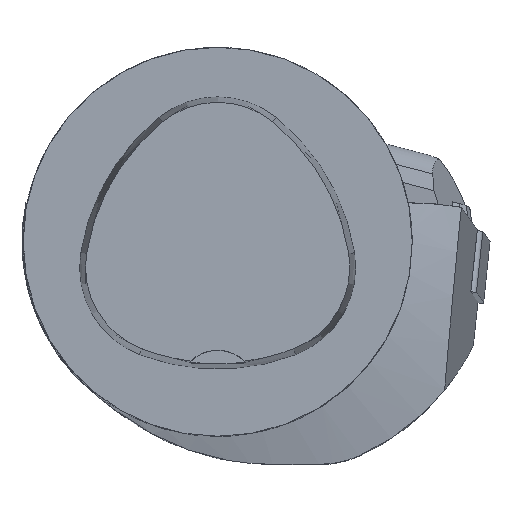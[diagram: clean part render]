
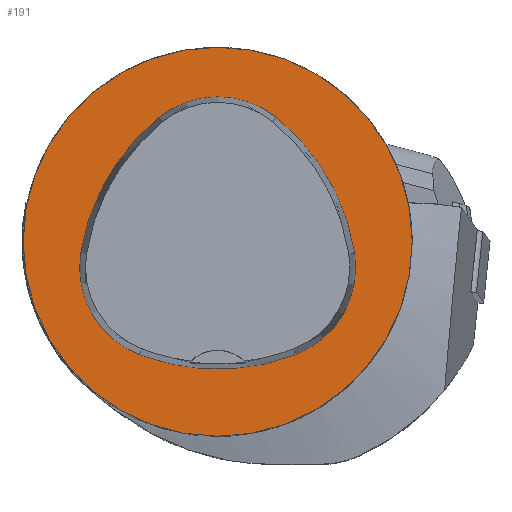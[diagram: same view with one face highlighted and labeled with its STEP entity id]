
A CAD part, top view. The second image highlights one B-rep face of the part: STEP entity #191.
In plain terms, the highlighted planar face has unit normal (0, 0, 1).
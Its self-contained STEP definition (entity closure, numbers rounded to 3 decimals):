
#86=FACE_BOUND('',#425,.T.);
#87=FACE_BOUND('',#426,.T.);
#191=ADVANCED_FACE('',(#86,#87),#265,.T.);
#265=PLANE('',#1800);
#425=EDGE_LOOP('',(#694,#695,#696,#697,#698,#699));
#426=EDGE_LOOP('',(#700));
#499=CIRCLE('',#1771,25.);
#500=CIRCLE('',#1778,28.);
#502=CIRCLE('',#1781,12.);
#504=CIRCLE('',#1784,28.);
#506=CIRCLE('',#1787,12.);
#509=CIRCLE('',#1791,28.);
#512=CIRCLE('',#1795,12.);
#694=ORIENTED_EDGE('',*,*,#1251,.F.);
#695=ORIENTED_EDGE('',*,*,#1246,.F.);
#696=ORIENTED_EDGE('',*,*,#1241,.F.);
#697=ORIENTED_EDGE('',*,*,#1238,.F.);
#698=ORIENTED_EDGE('',*,*,#1235,.F.);
#699=ORIENTED_EDGE('',*,*,#1231,.F.);
#700=ORIENTED_EDGE('',*,*,#1221,.T.);
#1051=VERTEX_POINT('',#2666);
#1060=VERTEX_POINT('',#2686);
#1061=VERTEX_POINT('',#2687);
#1064=VERTEX_POINT('',#2695);
#1066=VERTEX_POINT('',#2701);
#1068=VERTEX_POINT('',#2707);
#1072=VERTEX_POINT('',#2720);
#1221=EDGE_CURVE('',#1051,#1051,#499,.T.);
#1231=EDGE_CURVE('',#1060,#1061,#500,.T.);
#1235=EDGE_CURVE('',#1061,#1064,#502,.T.);
#1238=EDGE_CURVE('',#1064,#1066,#504,.T.);
#1241=EDGE_CURVE('',#1066,#1068,#506,.T.);
#1246=EDGE_CURVE('',#1068,#1072,#509,.T.);
#1251=EDGE_CURVE('',#1072,#1060,#512,.T.);
#1771=AXIS2_PLACEMENT_3D('',#2665,#2031,#2032);
#1778=AXIS2_PLACEMENT_3D('',#2685,#2049,#2050);
#1781=AXIS2_PLACEMENT_3D('',#2694,#2057,#2058);
#1784=AXIS2_PLACEMENT_3D('',#2700,#2064,#2065);
#1787=AXIS2_PLACEMENT_3D('',#2706,#2071,#2072);
#1791=AXIS2_PLACEMENT_3D('',#2719,#2080,#2081);
#1795=AXIS2_PLACEMENT_3D('',#2732,#2089,#2090);
#1800=AXIS2_PLACEMENT_3D('',#2737,#2099,#2100);
#2031=DIRECTION('',(0.,0.,1.));
#2032=DIRECTION('',(1.,0.,0.));
#2049=DIRECTION('',(0.,0.,1.));
#2050=DIRECTION('',(1.,0.,0.));
#2057=DIRECTION('',(0.,0.,1.));
#2058=DIRECTION('',(1.,0.,0.));
#2064=DIRECTION('',(0.,0.,1.));
#2065=DIRECTION('',(1.,0.,0.));
#2071=DIRECTION('',(0.,0.,1.));
#2072=DIRECTION('',(1.,0.,0.));
#2080=DIRECTION('',(0.,0.,1.));
#2081=DIRECTION('',(1.,0.,0.));
#2089=DIRECTION('',(0.,0.,1.));
#2090=DIRECTION('',(1.,0.,0.));
#2099=DIRECTION('',(0.,0.,1.));
#2100=DIRECTION('',(-1.,0.,0.));
#2665=CARTESIAN_POINT('',(0.,0.,0.));
#2666=CARTESIAN_POINT('',(25.,0.,0.));
#2685=CARTESIAN_POINT('',(-10.068,-5.824,0.));
#2686=CARTESIAN_POINT('',(17.584,-1.424,0.));
#2687=CARTESIAN_POINT('',(7.531,15.953,0.));
#2694=CARTESIAN_POINT('',(-0.011,6.62,0.));
#2695=CARTESIAN_POINT('',(-7.567,15.942,0.));
#2700=CARTESIAN_POINT('',(10.063,-5.81,0.));
#2701=CARTESIAN_POINT('',(-17.59,-1.418,0.));
#2706=CARTESIAN_POINT('',(-5.739,-3.3,0.));
#2707=CARTESIAN_POINT('',(-10.05,-14.499,0.));
#2719=CARTESIAN_POINT('',(0.01,11.631,0.));
#2720=CARTESIAN_POINT('',(10.025,-14.516,0.));
#2732=CARTESIAN_POINT('',(5.733,-3.31,0.));
#2737=CARTESIAN_POINT('',(0.,0.,0.));
